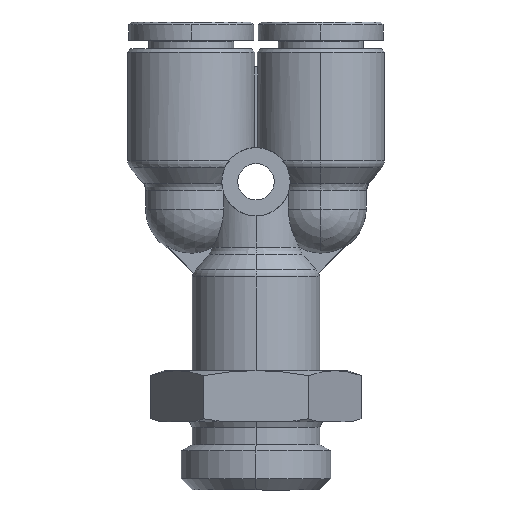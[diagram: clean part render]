
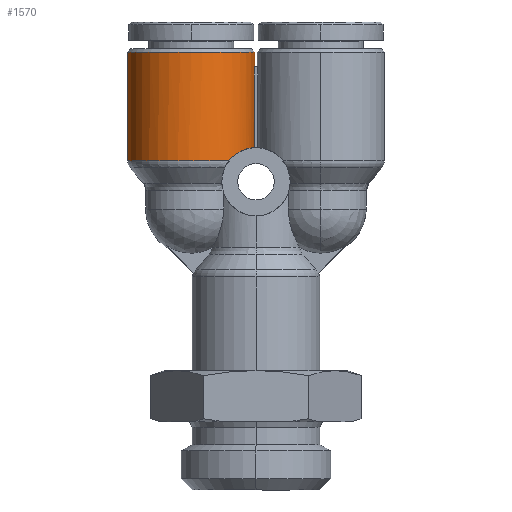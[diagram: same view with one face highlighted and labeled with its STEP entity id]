
A CAD part, front view. The second image highlights one B-rep face of the part: STEP entity #1570.
In plain terms, the highlighted cylindrical face has radius 5.6 mm (diameter 11.2 mm), a partial arc.
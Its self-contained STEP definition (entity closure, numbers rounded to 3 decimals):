
#211=CARTESIAN_POINT('',(-10.483,0.,-5.816));
#212=VERTEX_POINT('',#211);
#1491=CARTESIAN_POINT('',(-14.418,0.,-0.216));
#1492=DIRECTION('',(1.0,0.,0.));
#1493=DIRECTION('',(0.0,0.0,1.0));
#1494=AXIS2_PLACEMENT_3D('',#1491,#1492,#1493);
#1495=CYLINDRICAL_SURFACE('',#1494,5.6);
#1496=CARTESIAN_POINT('',(-20.018,0.,5.384));
#1497=VERTEX_POINT('',#1496);
#1498=CARTESIAN_POINT('',(-18.718,0.,5.384));
#1499=VERTEX_POINT('',#1498);
#1500=CARTESIAN_POINT('',(-20.018,0.,5.384));
#1501=DIRECTION('',(1.0,0.0,0.0));
#1502=VECTOR('',#1501,1.3);
#1503=LINE('',#1500,#1502);
#1504=EDGE_CURVE('',#1497,#1499,#1503,.T.);
#1505=ORIENTED_EDGE('',*,*,#1504,.F.);
#1506=CARTESIAN_POINT('',(-20.018,0.,-5.816));
#1507=VERTEX_POINT('',#1506);
#1508=CARTESIAN_POINT('',(-20.018,0.,-0.216));
#1509=DIRECTION('',(-1.0,0.0,0.0));
#1510=DIRECTION('',(0.0,0.0,1.0));
#1511=AXIS2_PLACEMENT_3D('',#1508,#1509,#1510);
#1512=CIRCLE('',#1511,5.6);
#1513=EDGE_CURVE('',#1507,#1497,#1512,.T.);
#1514=ORIENTED_EDGE('',*,*,#1513,.F.);
#1515=CARTESIAN_POINT('',(-10.483,0.,-5.816));
#1516=DIRECTION('',(-1.0,0.0,0.0));
#1517=VECTOR('',#1516,9.535);
#1518=LINE('',#1515,#1517);
#1519=EDGE_CURVE('',#212,#1507,#1518,.T.);
#1520=ORIENTED_EDGE('',*,*,#1519,.F.);
#1521=CARTESIAN_POINT('',(-10.483,-4.487,3.134));
#1522=VERTEX_POINT('',#1521);
#1523=CARTESIAN_POINT('',(-10.483,0.,-0.216));
#1524=DIRECTION('',(1.0,0.0,0.0));
#1525=DIRECTION('',(0.0,0.0,-1.0));
#1526=AXIS2_PLACEMENT_3D('',#1523,#1524,#1525);
#1527=CIRCLE('',#1526,5.6);
#1528=EDGE_CURVE('',#1522,#212,#1527,.T.);
#1529=ORIENTED_EDGE('',*,*,#1528,.F.);
#1530=CARTESIAN_POINT('',(-11.614,-0.75,5.333));
#1531=VERTEX_POINT('',#1530);
#1532=CARTESIAN_POINT('',(-10.483,-4.487,3.134));
#1533=CARTESIAN_POINT('',(-10.496,-4.48,3.144));
#1534=CARTESIAN_POINT('',(-10.509,-4.472,3.155));
#1535=CARTESIAN_POINT('',(-10.602,-4.414,3.232));
#1536=CARTESIAN_POINT('',(-10.682,-4.357,3.304));
#1537=CARTESIAN_POINT('',(-10.83,-4.23,3.455));
#1538=CARTESIAN_POINT('',(-10.9,-4.16,3.534));
#1539=CARTESIAN_POINT('',(-11.09,-3.937,3.772));
#1540=CARTESIAN_POINT('',(-11.191,-3.767,3.933));
#1541=CARTESIAN_POINT('',(-11.368,-3.37,4.266));
#1542=CARTESIAN_POINT('',(-11.44,-3.112,4.451));
#1543=CARTESIAN_POINT('',(-11.539,-2.552,4.779));
#1544=CARTESIAN_POINT('',(-11.567,-2.251,4.922));
#1545=CARTESIAN_POINT('',(-11.602,-1.623,5.154));
#1546=CARTESIAN_POINT('',(-11.609,-1.298,5.241));
#1547=CARTESIAN_POINT('',(-11.613,-0.897,5.312));
#1548=CARTESIAN_POINT('',(-11.614,-0.824,5.323));
#1549=CARTESIAN_POINT('',(-11.614,-0.75,5.333));
#1550=B_SPLINE_CURVE_WITH_KNOTS('',3,(#1532,#1533,#1534,#1535,#1536,#1537,#1538,#1539,#1540,#1541,#1542,#1543,#1544,#1545,#1546,#1547,#1548,#1549),.UNSPECIFIED.,.F.,.U.,(4,2,2,2,2,2,2,2,4),(9.218,9.273,9.621,9.969,10.666,11.615,12.563,13.512,13.726),.UNSPECIFIED.);
#1551=EDGE_CURVE('',#1522,#1531,#1550,.T.);
#1552=ORIENTED_EDGE('',*,*,#1551,.T.);
#1553=CARTESIAN_POINT('',(-18.718,-0.75,5.333));
#1554=VERTEX_POINT('',#1553);
#1555=CARTESIAN_POINT('',(-11.614,-0.75,5.333));
#1556=DIRECTION('',(-1.0,0.0,0.0));
#1557=VECTOR('',#1556,7.104);
#1558=LINE('',#1555,#1557);
#1559=EDGE_CURVE('',#1531,#1554,#1558,.T.);
#1560=ORIENTED_EDGE('',*,*,#1559,.T.);
#1561=CARTESIAN_POINT('',(-18.718,0.,-0.216));
#1562=DIRECTION('',(1.0,0.0,0.0));
#1563=DIRECTION('',(0.0,0.0,-1.0));
#1564=AXIS2_PLACEMENT_3D('',#1561,#1562,#1563);
#1565=CIRCLE('',#1564,5.6);
#1566=EDGE_CURVE('',#1499,#1554,#1565,.T.);
#1567=ORIENTED_EDGE('',*,*,#1566,.F.);
#1568=EDGE_LOOP('',(#1505,#1514,#1520,#1529,#1552,#1560,#1567));
#1569=FACE_OUTER_BOUND('',#1568,.T.);
#1570=ADVANCED_FACE('',(#1569),#1495,.T.);
